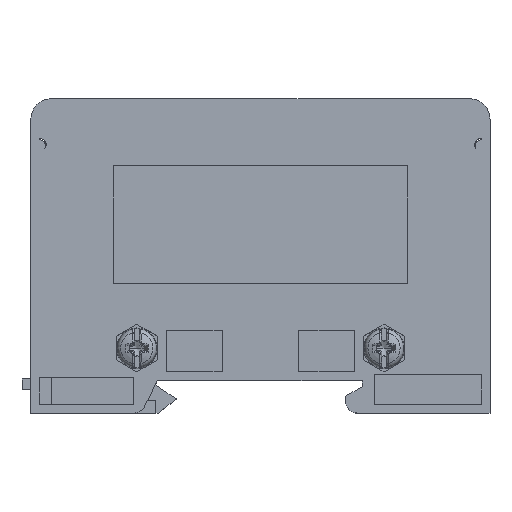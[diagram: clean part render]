
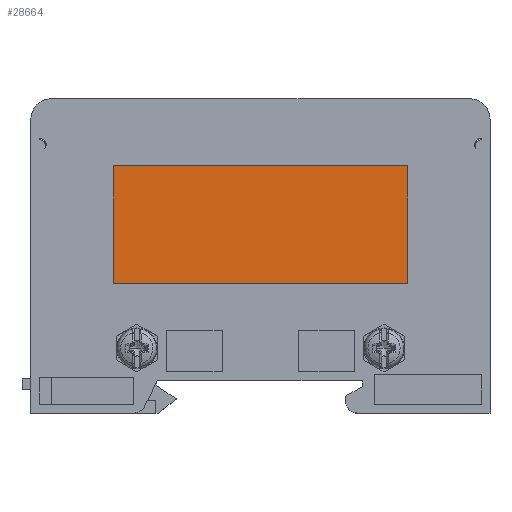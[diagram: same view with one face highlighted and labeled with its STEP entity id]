
A CAD part, top view. The second image highlights one B-rep face of the part: STEP entity #28664.
In plain terms, the highlighted planar face has unit normal (0, 0, 1).
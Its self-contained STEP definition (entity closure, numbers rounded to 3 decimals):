
#11480=DIRECTION('',(0.,-1.,0.));
#11481=VECTOR('',#11480,20.);
#11482=CARTESIAN_POINT('',(-23.,42.,12.45));
#11483=LINE('',#11482,#11481);
#11488=DIRECTION('',(-1.,0.,0.));
#11489=VECTOR('',#11488,50.);
#11490=CARTESIAN_POINT('',(27.,42.,12.45));
#11491=LINE('',#11490,#11489);
#11496=DIRECTION('',(0.,1.,0.));
#11497=VECTOR('',#11496,20.);
#11498=CARTESIAN_POINT('',(27.,22.,12.45));
#11499=LINE('',#11498,#11497);
#11504=DIRECTION('',(1.,0.,0.));
#11505=VECTOR('',#11504,50.);
#11506=CARTESIAN_POINT('',(-23.,22.,12.45));
#11507=LINE('',#11506,#11505);
#12962=CARTESIAN_POINT('',(-23.,42.,12.45));
#12963=VERTEX_POINT('',#12962);
#12964=CARTESIAN_POINT('',(-23.,22.,12.45));
#12965=VERTEX_POINT('',#12964);
#12966=CARTESIAN_POINT('',(27.,42.,12.45));
#12967=VERTEX_POINT('',#12966);
#12968=CARTESIAN_POINT('',(27.,22.,12.45));
#12969=VERTEX_POINT('',#12968);
#28653=CARTESIAN_POINT('',(0.,0.,12.45));
#28654=DIRECTION('',(0.,0.,1.));
#28655=DIRECTION('',(1.,0.,0.));
#28656=AXIS2_PLACEMENT_3D('',#28653,#28654,#28655);
#28657=PLANE('',#28656);
#28658=ORIENTED_EDGE('',*,*,#28605,.F.);
#28659=ORIENTED_EDGE('',*,*,#28620,.F.);
#28660=ORIENTED_EDGE('',*,*,#28634,.F.);
#28661=ORIENTED_EDGE('',*,*,#28647,.F.);
#28662=EDGE_LOOP('',(#28658,#28659,#28660,#28661));
#28663=FACE_OUTER_BOUND('',#28662,.F.);
#28664=ADVANCED_FACE('',(#28663),#28657,.T.);
#28605=EDGE_CURVE('',#12963,#12965,#11483,.T.);
#28620=EDGE_CURVE('',#12967,#12963,#11491,.T.);
#28634=EDGE_CURVE('',#12969,#12967,#11499,.T.);
#28647=EDGE_CURVE('',#12965,#12969,#11507,.T.);
